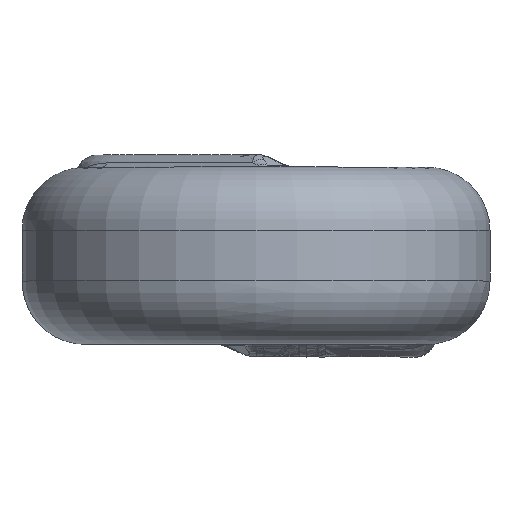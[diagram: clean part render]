
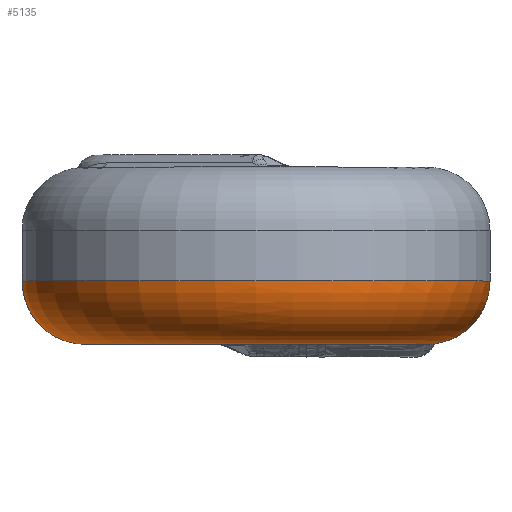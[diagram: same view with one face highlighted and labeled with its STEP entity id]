
A CAD part, top view. The second image highlights one B-rep face of the part: STEP entity #5135.
In plain terms, the highlighted toroidal (fillet/blend) face has major radius 2.7 mm and minor radius 1 mm.
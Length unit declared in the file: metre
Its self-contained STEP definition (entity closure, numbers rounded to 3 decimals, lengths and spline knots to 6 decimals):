
#545=TOROIDAL_SURFACE('',#5356,0.0027,0.001);
#594=CIRCLE('',#5215,0.0037);
#629=CIRCLE('',#5357,0.0027);
#1418=ORIENTED_EDGE('',*,*,#2247,.T.);
#1419=ORIENTED_EDGE('',*,*,#2244,.T.);
#1420=ORIENTED_EDGE('',*,*,#2254,.T.);
#1421=ORIENTED_EDGE('',*,*,#2250,.T.);
#1422=ORIENTED_EDGE('',*,*,#1879,.F.);
#1879=EDGE_CURVE('',#2419,#2419,#594,.T.);
#2244=EDGE_CURVE('',#2665,#2668,#2884,.T.);
#2247=EDGE_CURVE('',#2669,#2665,#2886,.T.);
#2250=EDGE_CURVE('',#2671,#2669,#2888,.T.);
#2254=EDGE_CURVE('',#2668,#2671,#629,.T.);
#2419=VERTEX_POINT('',#6638);
#2665=VERTEX_POINT('',#8372);
#2668=VERTEX_POINT('',#8380);
#2669=VERTEX_POINT('',#8458);
#2671=VERTEX_POINT('',#8507);
#2884=B_SPLINE_CURVE_WITH_KNOTS('',3,(#8381,#8382,#8383,#8384),
 .UNSPECIFIED.,.F.,.F.,(4,4),(0.,1.),.UNSPECIFIED.);
#2886=B_SPLINE_CURVE_WITH_KNOTS('',3,(#8476,#8477,#8478,#8479,#8480,#8481,
#8482,#8483,#8484,#8485,#8486,#8487,#8488,#8489,#8490),.UNSPECIFIED.,.F.,
 .F.,(4,1,1,1,1,1,1,1,1,1,1,1,4),(0.,0.125,0.25,0.375,0.4375,0.5,0.5625,
0.625,0.6875,0.75,0.8125,0.875,1.),.UNSPECIFIED.);
#2888=B_SPLINE_CURVE_WITH_KNOTS('',3,(#8514,#8515,#8516,#8517,#8518),
 .UNSPECIFIED.,.F.,.F.,(4,1,4),(0.,0.5,1.),.UNSPECIFIED.);
#3178=EDGE_LOOP('',(#1418,#1419,#1420,#1421));
#3179=EDGE_LOOP('',(#1422));
#3405=FACE_BOUND('',#3178,.T.);
#3406=FACE_BOUND('',#3179,.T.);
#5135=ADVANCED_FACE('',(#3405,#3406),#545,.T.);
#5215=AXIS2_PLACEMENT_3D('',#6637,#5441,#5442);
#5356=AXIS2_PLACEMENT_3D('',#8533,#5956,#5957);
#5357=AXIS2_PLACEMENT_3D('',#8534,#5958,#5959);
#5441=DIRECTION('',(0.,1.,0.));
#5442=DIRECTION('',(0.,0.,1.));
#5956=DIRECTION('',(0.,1.,0.));
#5957=DIRECTION('',(0.,0.,1.));
#5958=DIRECTION('',(0.,1.,0.));
#5959=DIRECTION('',(0.,0.,1.));
#6637=CARTESIAN_POINT('',(0.,-0.0004,0.));
#6638=CARTESIAN_POINT('',(0.,-0.0004,0.0037));
#8372=CARTESIAN_POINT('',(0.002012,-0.001367,-0.002163));
#8380=CARTESIAN_POINT('',(0.001961,-0.0014,-0.001856));
#8381=CARTESIAN_POINT('',(0.002012,-0.001367,-0.002163));
#8382=CARTESIAN_POINT('',(0.002034,-0.001385,-0.00205));
#8383=CARTESIAN_POINT('',(0.002018,-0.0014,-0.001938));
#8384=CARTESIAN_POINT('',(0.001961,-0.0014,-0.001856));
#8458=CARTESIAN_POINT('',(0.002866,-0.000923,-0.002099));
#8476=CARTESIAN_POINT('',(0.002866,-0.000923,-0.002099));
#8477=CARTESIAN_POINT('',(0.002833,-0.000867,-0.002203));
#8478=CARTESIAN_POINT('',(0.002741,-0.000765,-0.002391));
#8479=CARTESIAN_POINT('',(0.002582,-0.000677,-0.002601));
#8480=CARTESIAN_POINT('',(0.002401,-0.000638,-0.002783));
#8481=CARTESIAN_POINT('',(0.002195,-0.000668,-0.002934));
#8482=CARTESIAN_POINT('',(0.002092,-0.000716,-0.002992));
#8483=CARTESIAN_POINT('',(0.001955,-0.000832,-0.003031));
#8484=CARTESIAN_POINT('',(0.001882,-0.000965,-0.002984));
#8485=CARTESIAN_POINT('',(0.001862,-0.001063,-0.00291));
#8486=CARTESIAN_POINT('',(0.001884,-0.001187,-0.002738));
#8487=CARTESIAN_POINT('',(0.001906,-0.001233,-0.00264));
#8488=CARTESIAN_POINT('',(0.001949,-0.00131,-0.002449));
#8489=CARTESIAN_POINT('',(0.001987,-0.001348,-0.002285));
#8490=CARTESIAN_POINT('',(0.002012,-0.001367,-0.002163));
#8507=CARTESIAN_POINT('',(0.002449,-0.0014,-0.001138));
#8514=CARTESIAN_POINT('',(0.002449,-0.0014,-0.001138));
#8515=CARTESIAN_POINT('',(0.002595,-0.0014,-0.001283));
#8516=CARTESIAN_POINT('',(0.002894,-0.001275,-0.001566));
#8517=CARTESIAN_POINT('',(0.002919,-0.001015,-0.001931));
#8518=CARTESIAN_POINT('',(0.002866,-0.000923,-0.002099));
#8533=CARTESIAN_POINT('',(0.,-0.0004,0.));
#8534=CARTESIAN_POINT('',(0.,-0.0014,0.));
